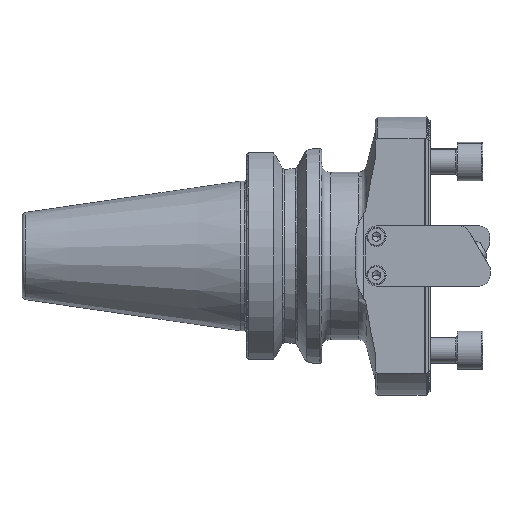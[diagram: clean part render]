
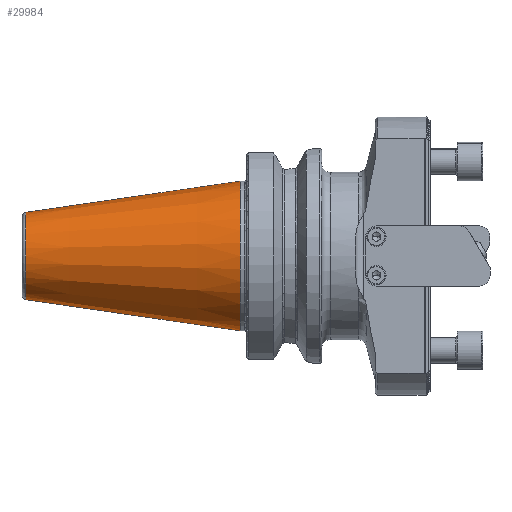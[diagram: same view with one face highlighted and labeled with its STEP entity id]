
A CAD part, front view. The second image highlights one B-rep face of the part: STEP entity #29984.
In plain terms, the highlighted conical face has half-angle 8.297 degrees and reference radius 34.925 mm.
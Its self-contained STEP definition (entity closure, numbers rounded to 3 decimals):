
#328 = CARTESIAN_POINT ( 'NONE',  ( -100.089, 0., -20.329 ) ) ;
#1750 = AXIS2_PLACEMENT_3D ( 'NONE', #18431, #4452, #20763 ) ;
#2011 = ORIENTED_EDGE ( 'NONE', *, *, #13806, .F. ) ;
#2194 = ORIENTED_EDGE ( 'NONE', *, *, #29596, .F. ) ;
#2288 = ORIENTED_EDGE ( 'NONE', *, *, #26095, .T. ) ;
#2414 = DIRECTION ( 'NONE',  ( 1., 0., 0. ) ) ;
#2826 = CARTESIAN_POINT ( 'NONE',  ( -100.089, 0., 20.329 ) ) ;
#2836 = DIRECTION ( 'NONE',  ( 0.99, 0., 0.144 ) ) ;
#3607 = DIRECTION ( 'NONE',  ( 0.99, 0., -0.144 ) ) ;
#4452 = DIRECTION ( 'NONE',  ( -1., 0., 0. ) ) ;
#5120 = LINE ( 'NONE', #5863, #17512 ) ;
#5863 = CARTESIAN_POINT ( 'NONE',  ( 0., 0., -34.925 ) ) ;
#5987 = VERTEX_POINT ( 'NONE', #9431 ) ;
#5991 = CIRCLE ( 'NONE', #1750, 20.329 ) ;
#7163 = CONICAL_SURFACE ( 'NONE', #13358, 34.925, 0.145 ) ;
#7352 = VERTEX_POINT ( 'NONE', #24282 ) ;
#7860 = FACE_OUTER_BOUND ( 'NONE', #27861, .T. ) ;
#8253 = VECTOR ( 'NONE', #2836, 1000. ) ;
#9431 = CARTESIAN_POINT ( 'NONE',  ( 0., 0., -34.925 ) ) ;
#9536 = VERTEX_POINT ( 'NONE', #328 ) ;
#9774 = CARTESIAN_POINT ( 'NONE',  ( 0., 0., 34.925 ) ) ;
#11722 = DIRECTION ( 'NONE',  ( 0., 0., -1. ) ) ;
#11908 = DIRECTION ( 'NONE',  ( -1., 0., 0. ) ) ;
#13358 = AXIS2_PLACEMENT_3D ( 'NONE', #16401, #2414, #11722 ) ;
#13806 = EDGE_CURVE ( 'NONE', #9536, #19106, #5991, .T. ) ;
#15008 = EDGE_CURVE ( 'NONE', #5987, #7352, #29968, .T. ) ;
#16401 = CARTESIAN_POINT ( 'NONE',  ( 0., 0., 0. ) ) ;
#17512 = VECTOR ( 'NONE', #3607, 1000. ) ;
#18431 = CARTESIAN_POINT ( 'NONE',  ( -100.089, 0., 0. ) ) ;
#19106 = VERTEX_POINT ( 'NONE', #2826 ) ;
#20611 = ORIENTED_EDGE ( 'NONE', *, *, #15008, .T. ) ;
#20672 = LINE ( 'NONE', #9774, #8253 ) ;
#20763 = DIRECTION ( 'NONE',  ( 0., 0., 1. ) ) ;
#24282 = CARTESIAN_POINT ( 'NONE',  ( 0., 0., 34.925 ) ) ;
#25826 = CARTESIAN_POINT ( 'NONE',  ( 0., 0., 0. ) ) ;
#26095 = EDGE_CURVE ( 'NONE', #9536, #5987, #5120, .T. ) ;
#27861 = EDGE_LOOP ( 'NONE', ( #2194, #2011, #2288, #20611 ) ) ;
#28190 = DIRECTION ( 'NONE',  ( 0., 0., 1. ) ) ;
#29596 = EDGE_CURVE ( 'NONE', #19106, #7352, #20672, .T. ) ;
#29711 = AXIS2_PLACEMENT_3D ( 'NONE', #25826, #11908, #28190 ) ;
#29968 = CIRCLE ( 'NONE', #29711, 34.925 ) ;
#29984 = ADVANCED_FACE ( 'NONE', ( #7860 ), #7163, .T. ) ;
